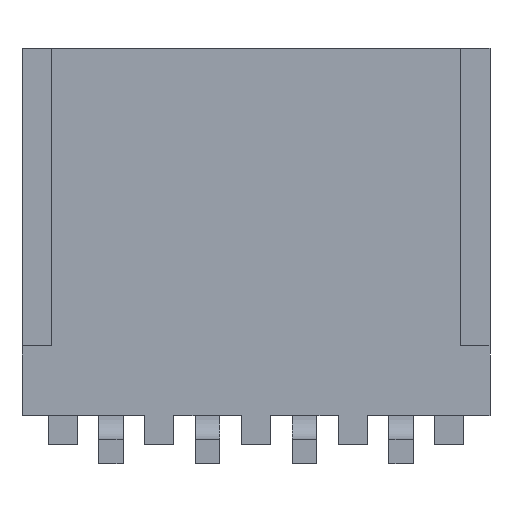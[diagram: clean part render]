
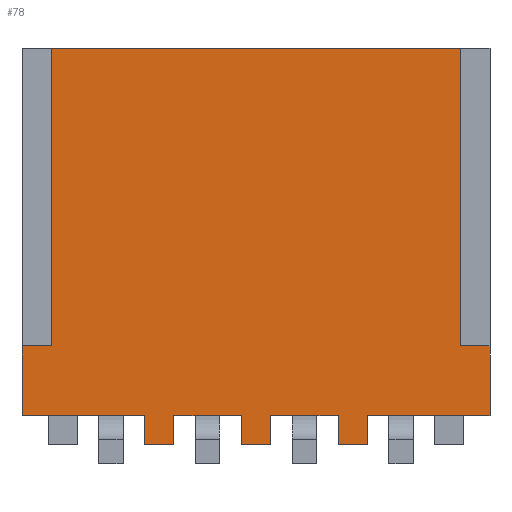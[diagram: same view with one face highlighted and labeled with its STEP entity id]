
A CAD part, front view. The second image highlights one B-rep face of the part: STEP entity #78.
In plain terms, the highlighted planar face has unit normal (0, -1, 0).
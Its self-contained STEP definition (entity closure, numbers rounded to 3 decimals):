
#78=ADVANCED_FACE('',(#266),#267,.T.);
#266=FACE_OUTER_BOUND('',#571,.T.);
#267=PLANE('',#572);
#571=EDGE_LOOP('',(#1157,#1158,#1159,#1160,#1161,#1162,#1163,#1164,#1165,#1166,#1167,#1168,#1169,#1170,#1171,#1172,#1173,#1174,#1175,#1176));
#572=AXIS2_PLACEMENT_3D('',#1177,#1178,#1179);
#1157=ORIENTED_EDGE('',*,*,#2225,.T.);
#1158=ORIENTED_EDGE('',*,*,#2226,.F.);
#1159=ORIENTED_EDGE('',*,*,#2227,.F.);
#1160=ORIENTED_EDGE('',*,*,#2181,.T.);
#1161=ORIENTED_EDGE('',*,*,#2228,.T.);
#1162=ORIENTED_EDGE('',*,*,#2229,.F.);
#1163=ORIENTED_EDGE('',*,*,#2230,.F.);
#1164=ORIENTED_EDGE('',*,*,#2177,.T.);
#1165=ORIENTED_EDGE('',*,*,#2231,.F.);
#1166=ORIENTED_EDGE('',*,*,#2136,.F.);
#1167=ORIENTED_EDGE('',*,*,#2232,.F.);
#1168=ORIENTED_EDGE('',*,*,#2053,.F.);
#1169=ORIENTED_EDGE('',*,*,#2233,.T.);
#1170=ORIENTED_EDGE('',*,*,#2133,.F.);
#1171=ORIENTED_EDGE('',*,*,#2045,.T.);
#1172=ORIENTED_EDGE('',*,*,#2189,.T.);
#1173=ORIENTED_EDGE('',*,*,#2224,.T.);
#1174=ORIENTED_EDGE('',*,*,#2216,.F.);
#1175=ORIENTED_EDGE('',*,*,#2221,.F.);
#1176=ORIENTED_EDGE('',*,*,#2185,.T.);
#1177=CARTESIAN_POINT('',(-6.147,-3.594,0.0));
#1178=DIRECTION('',(0.0,-1.0,0.0));
#1179=DIRECTION('',(0.0,0.0,-1.0));
#2045=EDGE_CURVE('',#2448,#2446,#2449,.T.);
#2053=EDGE_CURVE('',#2461,#2463,#2464,.T.);
#2133=EDGE_CURVE('',#2448,#2604,#2605,.T.);
#2136=EDGE_CURVE('',#2609,#2610,#2611,.T.);
#2177=EDGE_CURVE('',#2686,#2684,#2687,.T.);
#2181=EDGE_CURVE('',#2694,#2692,#2695,.T.);
#2185=EDGE_CURVE('',#2702,#2700,#2703,.T.);
#2189=EDGE_CURVE('',#2446,#2708,#2710,.T.);
#2216=EDGE_CURVE('',#2759,#2760,#2761,.T.);
#2221=EDGE_CURVE('',#2702,#2759,#2768,.T.);
#2224=EDGE_CURVE('',#2708,#2760,#2771,.T.);
#2225=EDGE_CURVE('',#2700,#2772,#2773,.T.);
#2226=EDGE_CURVE('',#2774,#2772,#2775,.T.);
#2227=EDGE_CURVE('',#2694,#2774,#2776,.T.);
#2228=EDGE_CURVE('',#2692,#2777,#2778,.T.);
#2229=EDGE_CURVE('',#2779,#2777,#2780,.T.);
#2230=EDGE_CURVE('',#2686,#2779,#2781,.T.);
#2231=EDGE_CURVE('',#2610,#2684,#2782,.T.);
#2232=EDGE_CURVE('',#2463,#2609,#2783,.T.);
#2233=EDGE_CURVE('',#2461,#2604,#2784,.T.);
#2446=VERTEX_POINT('',#3111);
#2448=VERTEX_POINT('',#3114);
#2449=LINE('',#3115,#3116);
#2461=VERTEX_POINT('',#3134);
#2463=VERTEX_POINT('',#3137);
#2464=LINE('',#3138,#3139);
#2604=VERTEX_POINT('',#3351);
#2605=LINE('',#3352,#3353);
#2609=VERTEX_POINT('',#3359);
#2610=VERTEX_POINT('',#3360);
#2611=LINE('',#3361,#3362);
#2684=VERTEX_POINT('',#3474);
#2686=VERTEX_POINT('',#3477);
#2687=LINE('',#3478,#3479);
#2692=VERTEX_POINT('',#3486);
#2694=VERTEX_POINT('',#3489);
#2695=LINE('',#3490,#3491);
#2700=VERTEX_POINT('',#3498);
#2702=VERTEX_POINT('',#3501);
#2703=LINE('',#3502,#3503);
#2708=VERTEX_POINT('',#3510);
#2710=LINE('',#3513,#3514);
#2759=VERTEX_POINT('',#3589);
#2760=VERTEX_POINT('',#3590);
#2761=LINE('',#3591,#3592);
#2768=LINE('',#3603,#3604);
#2771=LINE('',#3609,#3610);
#2772=VERTEX_POINT('',#3611);
#2773=LINE('',#3612,#3613);
#2774=VERTEX_POINT('',#3614);
#2775=LINE('',#3615,#3616);
#2776=LINE('',#3617,#3618);
#2777=VERTEX_POINT('',#3619);
#2778=LINE('',#3620,#3621);
#2779=VERTEX_POINT('',#3622);
#2780=LINE('',#3623,#3624);
#2781=LINE('',#3625,#3626);
#2782=LINE('',#3627,#3628);
#2783=LINE('',#3629,#3630);
#2784=LINE('',#3631,#3632);
#3111=CARTESIAN_POINT('',(-6.147,-3.594,-9.652));
#3114=CARTESIAN_POINT('',(-6.147,-3.594,-7.823));
#3115=CARTESIAN_POINT('',(-6.147,-3.594,-7.823));
#3116=VECTOR('',#4141,1.829);
#3134=CARTESIAN_POINT('',(-5.385,-3.594,0.0));
#3137=CARTESIAN_POINT('',(5.385,-3.594,0.0));
#3138=CARTESIAN_POINT('',(-5.385,-3.594,0.0));
#3139=VECTOR('',#4149,10.77);
#3351=CARTESIAN_POINT('',(-5.385,-3.594,-7.823));
#3352=CARTESIAN_POINT('',(-6.147,-3.594,-7.823));
#3353=VECTOR('',#4243,0.762);
#3359=CARTESIAN_POINT('',(5.385,-3.594,-7.823));
#3360=CARTESIAN_POINT('',(6.147,-3.594,-7.823));
#3361=CARTESIAN_POINT('',(5.385,-3.594,-7.823));
#3362=VECTOR('',#4246,0.762);
#3474=CARTESIAN_POINT('',(6.147,-3.594,-9.652));
#3477=CARTESIAN_POINT('',(2.921,-3.594,-9.652));
#3478=CARTESIAN_POINT('',(2.921,-3.594,-9.652));
#3479=VECTOR('',#4287,3.226);
#3486=CARTESIAN_POINT('',(2.159,-3.594,-9.652));
#3489=CARTESIAN_POINT('',(0.381,-3.594,-9.652));
#3490=CARTESIAN_POINT('',(0.381,-3.594,-9.652));
#3491=VECTOR('',#4291,1.778);
#3498=CARTESIAN_POINT('',(-0.381,-3.594,-9.652));
#3501=CARTESIAN_POINT('',(-2.159,-3.594,-9.652));
#3502=CARTESIAN_POINT('',(-2.159,-3.594,-9.652));
#3503=VECTOR('',#4295,1.778);
#3510=CARTESIAN_POINT('',(-2.921,-3.594,-9.652));
#3513=CARTESIAN_POINT('',(-6.147,-3.594,-9.652));
#3514=VECTOR('',#4299,3.226);
#3589=CARTESIAN_POINT('',(-2.159,-3.594,-10.414));
#3590=CARTESIAN_POINT('',(-2.921,-3.594,-10.414));
#3591=CARTESIAN_POINT('',(-2.159,-3.594,-10.414));
#3592=VECTOR('',#4326,0.762);
#3603=CARTESIAN_POINT('',(-2.159,-3.594,-9.652));
#3604=VECTOR('',#4331,0.762);
#3609=CARTESIAN_POINT('',(-2.921,-3.594,-9.652));
#3610=VECTOR('',#4334,0.762);
#3611=CARTESIAN_POINT('',(-0.381,-3.594,-10.414));
#3612=CARTESIAN_POINT('',(-0.381,-3.594,-9.652));
#3613=VECTOR('',#4335,0.762);
#3614=CARTESIAN_POINT('',(0.381,-3.594,-10.414));
#3615=CARTESIAN_POINT('',(0.381,-3.594,-10.414));
#3616=VECTOR('',#4336,0.762);
#3617=CARTESIAN_POINT('',(0.381,-3.594,-9.652));
#3618=VECTOR('',#4337,0.762);
#3619=CARTESIAN_POINT('',(2.159,-3.594,-10.414));
#3620=CARTESIAN_POINT('',(2.159,-3.594,-9.652));
#3621=VECTOR('',#4338,0.762);
#3622=CARTESIAN_POINT('',(2.921,-3.594,-10.414));
#3623=CARTESIAN_POINT('',(2.921,-3.594,-10.414));
#3624=VECTOR('',#4339,0.762);
#3625=CARTESIAN_POINT('',(2.921,-3.594,-9.652));
#3626=VECTOR('',#4340,0.762);
#3627=CARTESIAN_POINT('',(6.147,-3.594,-7.823));
#3628=VECTOR('',#4341,1.829);
#3629=CARTESIAN_POINT('',(5.385,-3.594,0.0));
#3630=VECTOR('',#4342,7.823);
#3631=CARTESIAN_POINT('',(-5.385,-3.594,0.0));
#3632=VECTOR('',#4343,7.823);
#4141=DIRECTION('',(0.0,0.0,-1.0));
#4149=DIRECTION('',(1.0,0.0,0.0));
#4243=DIRECTION('',(1.0,0.0,0.0));
#4246=DIRECTION('',(1.0,0.0,0.0));
#4287=DIRECTION('',(1.0,0.0,0.0));
#4291=DIRECTION('',(1.0,0.0,0.0));
#4295=DIRECTION('',(1.0,0.0,0.0));
#4299=DIRECTION('',(1.0,0.0,0.0));
#4326=DIRECTION('',(-1.0,0.0,0.0));
#4331=DIRECTION('',(0.0,0.0,-1.0));
#4334=DIRECTION('',(0.0,0.0,-1.0));
#4335=DIRECTION('',(0.0,0.0,-1.0));
#4336=DIRECTION('',(-1.0,0.0,0.0));
#4337=DIRECTION('',(0.0,0.0,-1.0));
#4338=DIRECTION('',(0.0,0.0,-1.0));
#4339=DIRECTION('',(-1.0,0.0,0.0));
#4340=DIRECTION('',(0.0,0.0,-1.0));
#4341=DIRECTION('',(0.0,0.0,-1.0));
#4342=DIRECTION('',(0.0,0.0,-1.0));
#4343=DIRECTION('',(0.0,0.0,-1.0));
